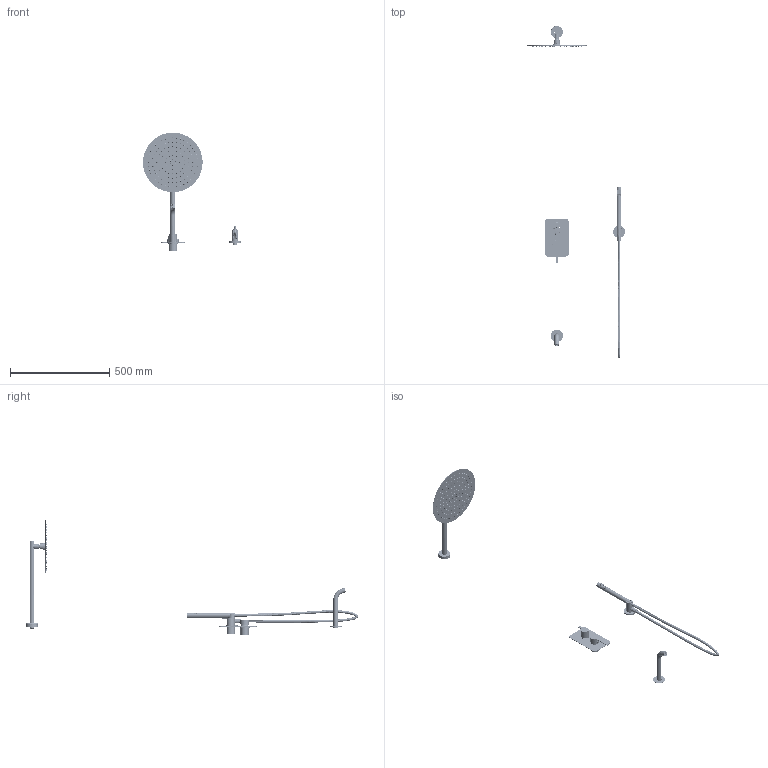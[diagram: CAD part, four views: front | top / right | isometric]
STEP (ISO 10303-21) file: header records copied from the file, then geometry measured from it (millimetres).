
FILE_DESCRIPTION (( 'STEP AP203' ), '1' );
FILE_NAME ('33C313139.STEP', '2026-01-08T08:23:48', ( '' ), ( '' ), 'SwSTEP 2.0', 'SolidWorks 2025', '' );
FILE_SCHEMA (( 'CONFIG_CONTROL_DESIGN' ));
Products named in the file (1): 33C313139
Bounding box: 492.69 x 1668.88 x 597.5 mm (x, y, z)
Surface area: 752827.7 mm2 (no closed solid volume)
Topology: 0 solids, 28 shells, 5513 faces, 14114 edges, 9295 vertices
Faces by surface type: bspline 1605, plane 1529, cylinder 1465, cone 839, torus 57, sphere 18
Entity records: 224971 total; most frequent: CARTESIAN_POINT 94468, ORIENTED_EDGE 28160, DIRECTION 26499, EDGE_CURVE 14082, AXIS2_PLACEMENT_3D 11152, VERTEX_POINT 9295, CIRCLE 7243, EDGE_LOOP 6937
